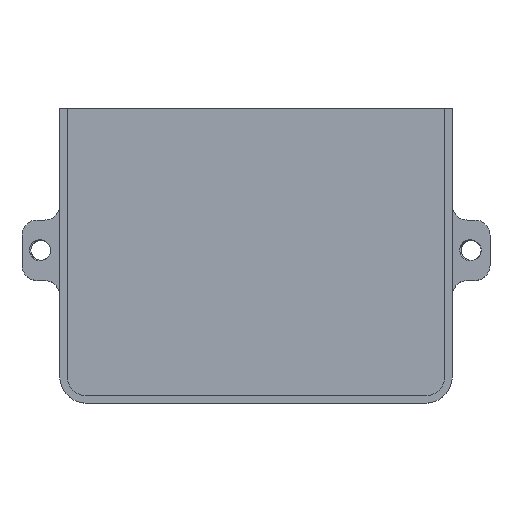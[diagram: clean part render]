
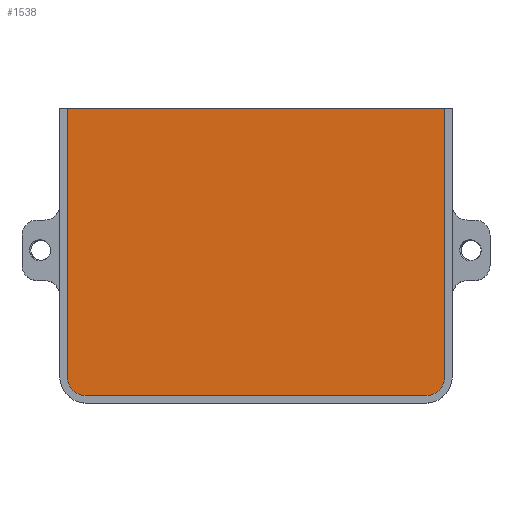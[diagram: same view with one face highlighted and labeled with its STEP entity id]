
A CAD part, top view. The second image highlights one B-rep face of the part: STEP entity #1538.
In plain terms, the highlighted planar face has unit normal (0, 0, 1).
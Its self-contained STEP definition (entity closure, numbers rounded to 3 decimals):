
#388 = VERTEX_POINT('',#389);
#389 = CARTESIAN_POINT('',(-25.,18.75,0.));
#395 = EDGE_CURVE('',#388,#396,#398,.T.);
#396 = VERTEX_POINT('',#397);
#397 = CARTESIAN_POINT('',(25.,18.75,0.));
#398 = LINE('',#399,#400);
#399 = CARTESIAN_POINT('',(-25.,18.75,0.));
#400 = VECTOR('',#401,1.);
#401 = DIRECTION('',(1.,0.,0.));
#433 = EDGE_CURVE('',#434,#388,#436,.T.);
#434 = VERTEX_POINT('',#435);
#435 = CARTESIAN_POINT('',(-25.,-16.75,0.));
#436 = LINE('',#437,#438);
#437 = CARTESIAN_POINT('',(-25.,-19.25,0.));
#438 = VECTOR('',#439,1.);
#439 = DIRECTION('',(0.,1.,0.));
#457 = EDGE_CURVE('',#458,#434,#460,.T.);
#458 = VERTEX_POINT('',#459);
#459 = CARTESIAN_POINT('',(-22.5,-19.25,0.));
#460 = CIRCLE('',#461,2.5);
#461 = AXIS2_PLACEMENT_3D('',#462,#463,#464);
#462 = CARTESIAN_POINT('',(-22.5,-16.75,0.));
#463 = DIRECTION('',(-0.,-0.,-1.));
#464 = DIRECTION('',(0.,-1.,0.));
#513 = EDGE_CURVE('',#514,#458,#516,.T.);
#514 = VERTEX_POINT('',#515);
#515 = CARTESIAN_POINT('',(22.5,-19.25,0.));
#516 = LINE('',#517,#518);
#517 = CARTESIAN_POINT('',(25.,-19.25,0.));
#518 = VECTOR('',#519,1.);
#519 = DIRECTION('',(-1.,0.,0.));
#562 = EDGE_CURVE('',#563,#514,#565,.T.);
#563 = VERTEX_POINT('',#564);
#564 = CARTESIAN_POINT('',(25.,-16.75,0.));
#565 = CIRCLE('',#566,2.5);
#566 = AXIS2_PLACEMENT_3D('',#567,#568,#569);
#567 = CARTESIAN_POINT('',(22.5,-16.75,0.));
#568 = DIRECTION('',(-0.,-0.,-1.));
#569 = DIRECTION('',(0.,-1.,0.));
#611 = EDGE_CURVE('',#396,#563,#612,.T.);
#612 = LINE('',#613,#614);
#613 = CARTESIAN_POINT('',(25.,18.75,0.));
#614 = VECTOR('',#615,1.);
#615 = DIRECTION('',(0.,-1.,0.));
#1538 = ADVANCED_FACE('',(#1539),#1547,.T.);
#1539 = FACE_BOUND('',#1540,.T.);
#1540 = EDGE_LOOP('',(#1541,#1542,#1543,#1544,#1545,#1546));
#1541 = ORIENTED_EDGE('',*,*,#611,.F.);
#1542 = ORIENTED_EDGE('',*,*,#395,.F.);
#1543 = ORIENTED_EDGE('',*,*,#433,.F.);
#1544 = ORIENTED_EDGE('',*,*,#457,.F.);
#1545 = ORIENTED_EDGE('',*,*,#513,.F.);
#1546 = ORIENTED_EDGE('',*,*,#562,.F.);
#1547 = PLANE('',#1548);
#1548 = AXIS2_PLACEMENT_3D('',#1549,#1550,#1551);
#1549 = CARTESIAN_POINT('',(0.,-0.25,0.));
#1550 = DIRECTION('',(0.,0.,1.));
#1551 = DIRECTION('',(1.,0.,0.));
